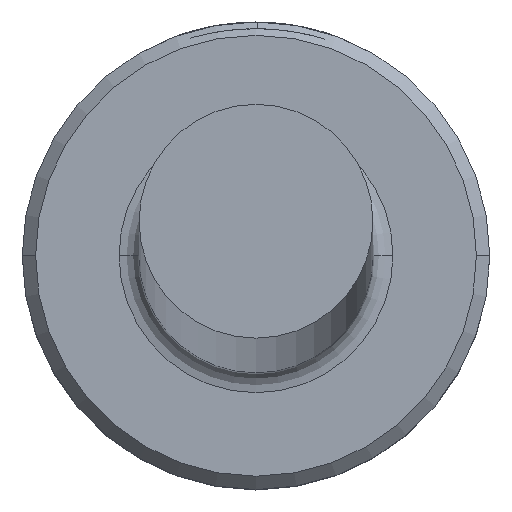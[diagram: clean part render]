
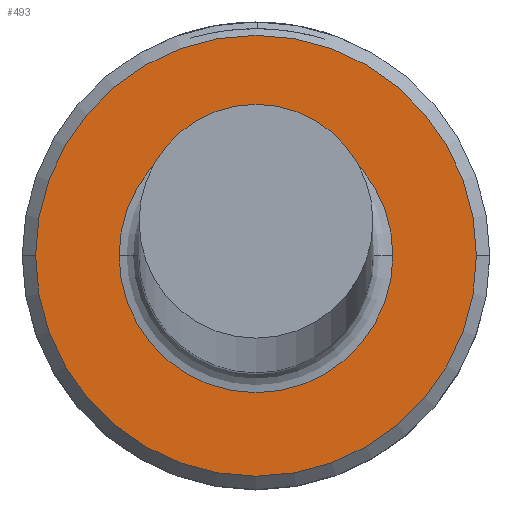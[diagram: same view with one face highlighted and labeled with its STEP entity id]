
A CAD part, top view. The second image highlights one B-rep face of the part: STEP entity #493.
In plain terms, the highlighted planar face has unit normal (0, 0, 1).
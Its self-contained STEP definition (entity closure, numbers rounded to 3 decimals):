
#17 = EDGE_CURVE ( 'NONE', #653, #208, #461, .T. ) ;
#24 = ORIENTED_EDGE ( 'NONE', *, *, #17, .T. ) ;
#62 = CARTESIAN_POINT ( 'NONE',  ( 0., 0., 4. ) ) ;
#84 = EDGE_CURVE ( 'NONE', #658, #685, #393, .T. ) ;
#100 = ORIENTED_EDGE ( 'NONE', *, *, #84, .T. ) ;
#126 = EDGE_LOOP ( 'NONE', ( #957, #100 ) ) ;
#131 = AXIS2_PLACEMENT_3D ( 'NONE', #319, #945, #413 ) ;
#180 = EDGE_CURVE ( 'NONE', #685, #658, #342, .T. ) ;
#208 = VERTEX_POINT ( 'NONE', #1033 ) ;
#316 = DIRECTION ( 'NONE',  ( 0., 0., 1. ) ) ;
#319 = CARTESIAN_POINT ( 'NONE',  ( 0., 0., 4. ) ) ;
#322 = CARTESIAN_POINT ( 'NONE',  ( 0., 0., 4. ) ) ;
#342 = CIRCLE ( 'NONE', #606, 3.3 ) ;
#343 = CARTESIAN_POINT ( 'NONE',  ( 3.3, 0., 4. ) ) ;
#364 = EDGE_CURVE ( 'NONE', #208, #653, #696, .T. ) ;
#393 = CIRCLE ( 'NONE', #131, 3.3 ) ;
#410 = ORIENTED_EDGE ( 'NONE', *, *, #364, .T. ) ;
#411 = EDGE_LOOP ( 'NONE', ( #410, #24 ) ) ;
#413 = DIRECTION ( 'NONE',  ( 1., 0., 0. ) ) ;
#418 = DIRECTION ( 'NONE',  ( 1., 0., 0. ) ) ;
#461 = CIRCLE ( 'NONE', #868, 2.05 ) ;
#493 = ADVANCED_FACE ( 'NONE', ( #1148, #955 ), #1105, .T. ) ;
#534 = DIRECTION ( 'NONE',  ( 0., 0., -1. ) ) ;
#606 = AXIS2_PLACEMENT_3D ( 'NONE', #322, #948, #418 ) ;
#653 = VERTEX_POINT ( 'NONE', #687 ) ;
#658 = VERTEX_POINT ( 'NONE', #343 ) ;
#685 = VERTEX_POINT ( 'NONE', #1054 ) ;
#687 = CARTESIAN_POINT ( 'NONE',  ( 2.05, 0., 4. ) ) ;
#696 = CIRCLE ( 'NONE', #1126, 2.05 ) ;
#754 = DIRECTION ( 'NONE',  ( -1., 0., 0. ) ) ;
#838 = DIRECTION ( 'NONE',  ( 0., 0., -1. ) ) ;
#844 = CARTESIAN_POINT ( 'NONE',  ( 0., 0., 4. ) ) ;
#868 = AXIS2_PLACEMENT_3D ( 'NONE', #62, #838, #754 ) ;
#933 = AXIS2_PLACEMENT_3D ( 'NONE', #844, #316, #940 ) ;
#940 = DIRECTION ( 'NONE',  ( 1., 0., 0. ) ) ;
#945 = DIRECTION ( 'NONE',  ( 0., 0., 1. ) ) ;
#948 = DIRECTION ( 'NONE',  ( 0., 0., 1. ) ) ;
#955 = FACE_BOUND ( 'NONE', #411, .T. ) ;
#957 = ORIENTED_EDGE ( 'NONE', *, *, #180, .T. ) ;
#1033 = CARTESIAN_POINT ( 'NONE',  ( -2.05, 0., 4. ) ) ;
#1054 = CARTESIAN_POINT ( 'NONE',  ( -3.3, 0., 4. ) ) ;
#1055 = CARTESIAN_POINT ( 'NONE',  ( 0., 0., 4. ) ) ;
#1105 = PLANE ( 'NONE',  #933 ) ;
#1126 = AXIS2_PLACEMENT_3D ( 'NONE', #1055, #534, #1138 ) ;
#1138 = DIRECTION ( 'NONE',  ( -1., 0., 0. ) ) ;
#1148 = FACE_OUTER_BOUND ( 'NONE', #126, .T. ) ;
